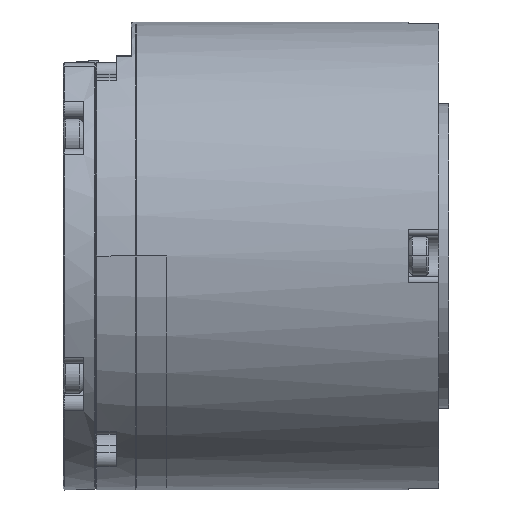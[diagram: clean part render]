
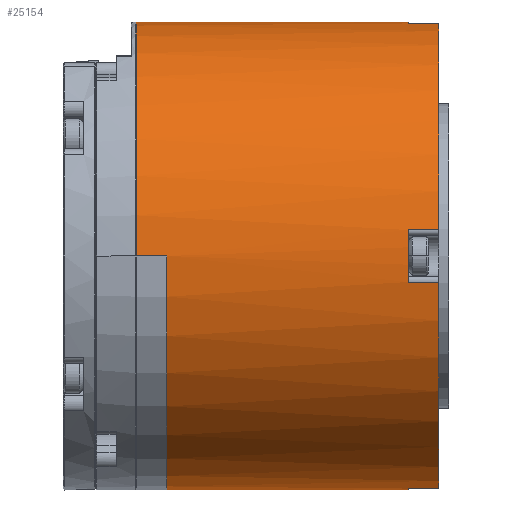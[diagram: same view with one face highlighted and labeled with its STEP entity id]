
A CAD part, left-side view. The second image highlights one B-rep face of the part: STEP entity #25154.
In plain terms, the highlighted cylindrical face has radius 23 mm (diameter 46 mm), a partial arc.
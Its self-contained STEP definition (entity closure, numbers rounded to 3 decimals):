
#729 = DIRECTION ( 'NONE',  ( 0., 1., 0. ) ) ;
#748 = EDGE_CURVE ( 'NONE', #30753, #7767, #45464, .T. ) ;
#928 = DIRECTION ( 'NONE',  ( 0., 1., 0. ) ) ;
#1112 = LINE ( 'NONE', #18336, #33359 ) ;
#1287 = CARTESIAN_POINT ( 'NONE',  ( 23., 30.7, 0. ) ) ;
#1696 = ORIENTED_EDGE ( 'NONE', *, *, #34127, .F. ) ;
#1838 = DIRECTION ( 'NONE',  ( 0., 1., 0. ) ) ;
#1962 = DIRECTION ( 'NONE',  ( 0., 0., -1. ) ) ;
#2134 = AXIS2_PLACEMENT_3D ( 'NONE', #52250, #31508, #18670 ) ;
#2362 = VECTOR ( 'NONE', #48668, 1000. ) ;
#2721 = DIRECTION ( 'NONE',  ( 0., -1., 0. ) ) ;
#2994 = LINE ( 'NONE', #51877, #53841 ) ;
#3209 = CARTESIAN_POINT ( 'NONE',  ( 0., 27.7, 0. ) ) ;
#3331 = CIRCLE ( 'NONE', #39215, 23. ) ;
#3572 = DIRECTION ( 'NONE',  ( -0.111, 0., 0.994 ) ) ;
#4158 = EDGE_CURVE ( 'NONE', #53116, #19977, #43904, .T. ) ;
#4262 = ORIENTED_EDGE ( 'NONE', *, *, #28786, .F. ) ;
#5229 = VERTEX_POINT ( 'NONE', #28125 ) ;
#5287 = EDGE_CURVE ( 'NONE', #50112, #53088, #2994, .T. ) ;
#6622 = EDGE_CURVE ( 'NONE', #5229, #53116, #16067, .T. ) ;
#6667 = CARTESIAN_POINT ( 'NONE',  ( -2.556, 1., 22.858 ) ) ;
#6695 = VECTOR ( 'NONE', #1838, 1000. ) ;
#6728 = CIRCLE ( 'NONE', #34656, 23. ) ;
#6934 = DIRECTION ( 'NONE',  ( 0., 1., 0. ) ) ;
#7260 = EDGE_CURVE ( 'NONE', #18349, #52404, #37066, .T. ) ;
#7563 = VERTEX_POINT ( 'NONE', #50843 ) ;
#7755 = CARTESIAN_POINT ( 'NONE',  ( -22.858, 1., -2.556 ) ) ;
#7767 = VERTEX_POINT ( 'NONE', #26260 ) ;
#10051 = LINE ( 'NONE', #43925, #19161 ) ;
#10816 = DIRECTION ( 'NONE',  ( -0.111, 0., 0.994 ) ) ;
#11685 = AXIS2_PLACEMENT_3D ( 'NONE', #53212, #48595, #23722 ) ;
#11795 = AXIS2_PLACEMENT_3D ( 'NONE', #15463, #23917, #10816 ) ;
#12205 = CARTESIAN_POINT ( 'NONE',  ( -22.858, 1., 2.556 ) ) ;
#12221 = DIRECTION ( 'NONE',  ( 0., 0., -1. ) ) ;
#13243 = CARTESIAN_POINT ( 'NONE',  ( -23., 30.7, 0. ) ) ;
#13615 = VERTEX_POINT ( 'NONE', #22538 ) ;
#13620 = ORIENTED_EDGE ( 'NONE', *, *, #34485, .F. ) ;
#14799 = LINE ( 'NONE', #31460, #2362 ) ;
#14934 = AXIS2_PLACEMENT_3D ( 'NONE', #42261, #729, #16316 ) ;
#15148 = ORIENTED_EDGE ( 'NONE', *, *, #4158, .F. ) ;
#15463 = CARTESIAN_POINT ( 'NONE',  ( 0., 4., 0. ) ) ;
#15546 = CYLINDRICAL_SURFACE ( 'NONE', #11685, 23. ) ;
#15640 = VECTOR ( 'NONE', #6934, 1000. ) ;
#15751 = ORIENTED_EDGE ( 'NONE', *, *, #6622, .F. ) ;
#16067 = CIRCLE ( 'NONE', #35257, 23. ) ;
#16316 = DIRECTION ( 'NONE',  ( 0., 0., 1. ) ) ;
#17830 = CARTESIAN_POINT ( 'NONE',  ( 0., 4., 0. ) ) ;
#18158 = EDGE_CURVE ( 'NONE', #44630, #30753, #10051, .T. ) ;
#18336 = CARTESIAN_POINT ( 'NONE',  ( -2.556, 1., 22.858 ) ) ;
#18349 = VERTEX_POINT ( 'NONE', #45820 ) ;
#18637 = DIRECTION ( 'NONE',  ( 0., 1., 0. ) ) ;
#18670 = DIRECTION ( 'NONE',  ( -0.994, 0., -0.111 ) ) ;
#18957 = CARTESIAN_POINT ( 'NONE',  ( 23., 27.7, 0. ) ) ;
#19161 = VECTOR ( 'NONE', #51561, 1000. ) ;
#19661 = DIRECTION ( 'NONE',  ( 0., 1., 0. ) ) ;
#19977 = VERTEX_POINT ( 'NONE', #13243 ) ;
#20054 = EDGE_CURVE ( 'NONE', #7767, #34696, #24118, .T. ) ;
#20852 = EDGE_CURVE ( 'NONE', #7563, #18349, #33159, .T. ) ;
#21325 = ORIENTED_EDGE ( 'NONE', *, *, #50101, .T. ) ;
#21707 = LINE ( 'NONE', #53446, #41517 ) ;
#22429 = DIRECTION ( 'NONE',  ( 0., 1., 0. ) ) ;
#22538 = CARTESIAN_POINT ( 'NONE',  ( -2.556, 4., 22.858 ) ) ;
#22774 = CARTESIAN_POINT ( 'NONE',  ( -23., 27.7, 0. ) ) ;
#22957 = VERTEX_POINT ( 'NONE', #12205 ) ;
#23475 = DIRECTION ( 'NONE',  ( -0.994, 0., -0.111 ) ) ;
#23551 = VERTEX_POINT ( 'NONE', #37211 ) ;
#23722 = DIRECTION ( 'NONE',  ( 0.707, 0., -0.707 ) ) ;
#23746 = CARTESIAN_POINT ( 'NONE',  ( 0., 30.7, 0. ) ) ;
#23917 = DIRECTION ( 'NONE',  ( 0., 1., 0. ) ) ;
#24118 = LINE ( 'NONE', #18957, #15640 ) ;
#25154 = ADVANCED_FACE ( 'NONE', ( #28096 ), #15546, .T. ) ;
#25455 = CARTESIAN_POINT ( 'NONE',  ( 0., 4., 23. ) ) ;
#26260 = CARTESIAN_POINT ( 'NONE',  ( 23., 27.7, 0. ) ) ;
#28096 = FACE_OUTER_BOUND ( 'NONE', #51582, .T. ) ;
#28125 = CARTESIAN_POINT ( 'NONE',  ( 0., 27.7, -23. ) ) ;
#28786 = EDGE_CURVE ( 'NONE', #23551, #5229, #21707, .T. ) ;
#30151 = ORIENTED_EDGE ( 'NONE', *, *, #18158, .T. ) ;
#30551 = CIRCLE ( 'NONE', #52452, 23. ) ;
#30753 = VERTEX_POINT ( 'NONE', #31384 ) ;
#31303 = AXIS2_PLACEMENT_3D ( 'NONE', #31665, #39859, #23475 ) ;
#31384 = CARTESIAN_POINT ( 'NONE',  ( 0., 27.7, 23. ) ) ;
#31460 = CARTESIAN_POINT ( 'NONE',  ( -22.858, 4., 2.556 ) ) ;
#31500 = EDGE_CURVE ( 'NONE', #46757, #22957, #6728, .T. ) ;
#31508 = DIRECTION ( 'NONE',  ( 0., 1., 0. ) ) ;
#31665 = CARTESIAN_POINT ( 'NONE',  ( 0., 1., 0. ) ) ;
#32562 = ORIENTED_EDGE ( 'NONE', *, *, #748, .T. ) ;
#33159 = LINE ( 'NONE', #7755, #47091 ) ;
#33359 = VECTOR ( 'NONE', #22429, 1000. ) ;
#33711 = ORIENTED_EDGE ( 'NONE', *, *, #39990, .T. ) ;
#34127 = EDGE_CURVE ( 'NONE', #19977, #34696, #3331, .T. ) ;
#34485 = EDGE_CURVE ( 'NONE', #7563, #53088, #50471, .T. ) ;
#34656 = AXIS2_PLACEMENT_3D ( 'NONE', #40734, #53541, #3572 ) ;
#34696 = VERTEX_POINT ( 'NONE', #1287 ) ;
#35257 = AXIS2_PLACEMENT_3D ( 'NONE', #3209, #40919, #12221 ) ;
#36950 = CARTESIAN_POINT ( 'NONE',  ( -22.858, 4., 2.556 ) ) ;
#37066 = CIRCLE ( 'NONE', #2134, 23. ) ;
#37211 = CARTESIAN_POINT ( 'NONE',  ( 0., 4., -23. ) ) ;
#37267 = DIRECTION ( 'NONE',  ( 0., 1., 0. ) ) ;
#37670 = ORIENTED_EDGE ( 'NONE', *, *, #20852, .T. ) ;
#38211 = EDGE_CURVE ( 'NONE', #13615, #44630, #44959, .T. ) ;
#39215 = AXIS2_PLACEMENT_3D ( 'NONE', #23746, #19661, #48889 ) ;
#39350 = ORIENTED_EDGE ( 'NONE', *, *, #20054, .T. ) ;
#39398 = CARTESIAN_POINT ( 'NONE',  ( -2.556, 4., -22.858 ) ) ;
#39457 = ORIENTED_EDGE ( 'NONE', *, *, #52560, .T. ) ;
#39859 = DIRECTION ( 'NONE',  ( 0., -1., 0. ) ) ;
#39990 = EDGE_CURVE ( 'NONE', #52404, #22957, #14799, .T. ) ;
#40734 = CARTESIAN_POINT ( 'NONE',  ( 0., 1., 0. ) ) ;
#40919 = DIRECTION ( 'NONE',  ( 0., 1., 0. ) ) ;
#41517 = VECTOR ( 'NONE', #928, 1000. ) ;
#42261 = CARTESIAN_POINT ( 'NONE',  ( 0., 27.7, 0. ) ) ;
#42402 = ORIENTED_EDGE ( 'NONE', *, *, #38211, .T. ) ;
#43253 = CARTESIAN_POINT ( 'NONE',  ( -2.556, 1., -22.858 ) ) ;
#43369 = CARTESIAN_POINT ( 'NONE',  ( -23., 27.7, 0. ) ) ;
#43904 = LINE ( 'NONE', #43369, #6695 ) ;
#43925 = CARTESIAN_POINT ( 'NONE',  ( 0., 4., 23. ) ) ;
#44630 = VERTEX_POINT ( 'NONE', #25455 ) ;
#44959 = CIRCLE ( 'NONE', #11795, 23. ) ;
#45464 = CIRCLE ( 'NONE', #14934, 23. ) ;
#45820 = CARTESIAN_POINT ( 'NONE',  ( -22.858, 4., -2.556 ) ) ;
#46361 = ORIENTED_EDGE ( 'NONE', *, *, #5287, .T. ) ;
#46757 = VERTEX_POINT ( 'NONE', #6667 ) ;
#47091 = VECTOR ( 'NONE', #37267, 1000. ) ;
#48595 = DIRECTION ( 'NONE',  ( 0., -1., 0. ) ) ;
#48668 = DIRECTION ( 'NONE',  ( 0., -1., 0. ) ) ;
#48753 = ORIENTED_EDGE ( 'NONE', *, *, #7260, .T. ) ;
#48889 = DIRECTION ( 'NONE',  ( -1., 0., 0. ) ) ;
#50101 = EDGE_CURVE ( 'NONE', #23551, #50112, #30551, .T. ) ;
#50112 = VERTEX_POINT ( 'NONE', #39398 ) ;
#50471 = CIRCLE ( 'NONE', #31303, 23. ) ;
#50843 = CARTESIAN_POINT ( 'NONE',  ( -22.858, 1., -2.556 ) ) ;
#51561 = DIRECTION ( 'NONE',  ( 0., 1., 0. ) ) ;
#51582 = EDGE_LOOP ( 'NONE', ( #53215, #39457, #42402, #30151, #32562, #39350, #1696, #15148, #15751, #4262, #21325, #46361, #13620, #37670, #48753, #33711 ) ) ;
#51877 = CARTESIAN_POINT ( 'NONE',  ( -2.556, 4., -22.858 ) ) ;
#52250 = CARTESIAN_POINT ( 'NONE',  ( 0., 4., 0. ) ) ;
#52404 = VERTEX_POINT ( 'NONE', #36950 ) ;
#52452 = AXIS2_PLACEMENT_3D ( 'NONE', #17830, #18637, #1962 ) ;
#52560 = EDGE_CURVE ( 'NONE', #46757, #13615, #1112, .T. ) ;
#53088 = VERTEX_POINT ( 'NONE', #43253 ) ;
#53116 = VERTEX_POINT ( 'NONE', #22774 ) ;
#53212 = CARTESIAN_POINT ( 'NONE',  ( 0., 0., 0. ) ) ;
#53215 = ORIENTED_EDGE ( 'NONE', *, *, #31500, .F. ) ;
#53446 = CARTESIAN_POINT ( 'NONE',  ( 0., 4., -23. ) ) ;
#53541 = DIRECTION ( 'NONE',  ( 0., -1., 0. ) ) ;
#53841 = VECTOR ( 'NONE', #2721, 1000. ) ;
